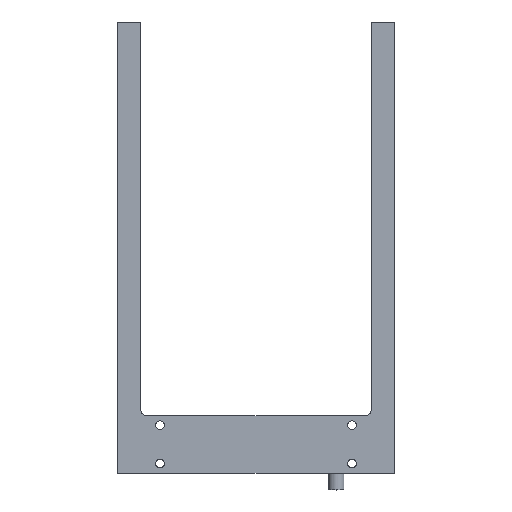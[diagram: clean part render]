
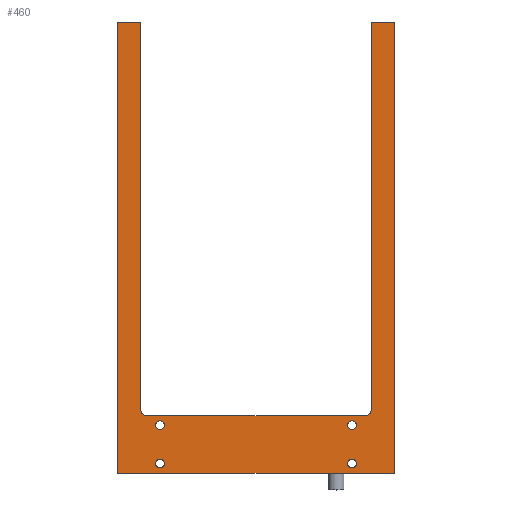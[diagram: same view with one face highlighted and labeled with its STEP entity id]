
A CAD part, top view. The second image highlights one B-rep face of the part: STEP entity #460.
In plain terms, the highlighted planar face has unit normal (0, 0, 1).
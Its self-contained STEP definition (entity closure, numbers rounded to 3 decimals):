
#174=EDGE_CURVE('',#194,#428,#483,.T.);
#178=VERTEX_POINT('',#488);
#182=EDGE_CURVE('',#200,#318,#493,.T.);
#194=VERTEX_POINT('',#508);
#198=VERTEX_POINT('',#512);
#200=VERTEX_POINT('',#514);
#210=EDGE_CURVE('',#527,#214,#528,.T.);
#214=VERTEX_POINT('',#533);
#230=EDGE_CURVE('',#428,#200,#553,.T.);
#234=VERTEX_POINT('',#557);
#256=VERTEX_POINT('',#581);
#264=EDGE_CURVE('',#590,#390,#591,.T.);
#272=VERTEX_POINT('',#601);
#284=EDGE_CURVE('',#214,#527,#616,.T.);
#298=EDGE_CURVE('',#310,#256,#634,.T.);
#310=VERTEX_POINT('',#651);
#314=EDGE_CURVE('',#256,#656,#657,.T.);
#318=VERTEX_POINT('',#661);
#328=EDGE_CURVE('',#272,#671,#672,.T.);
#330=EDGE_CURVE('',#198,#178,#674,.T.);
#336=EDGE_CURVE('',#681,#310,#682,.T.);
#346=EDGE_CURVE('',#318,#681,#695,.T.);
#348=VERTEX_POINT('',#697);
#362=EDGE_CURVE('',#390,#590,#713,.T.);
#370=EDGE_CURVE('',#671,#272,#722,.T.);
#380=EDGE_CURVE('',#178,#194,#734,.T.);
#382=VERTEX_POINT('',#736);
#386=EDGE_CURVE('',#234,#741,#742,.T.);
#390=VERTEX_POINT('',#747);
#394=EDGE_CURVE('',#741,#234,#752,.T.);
#404=EDGE_CURVE('',#382,#198,#766,.T.);
#428=VERTEX_POINT('',#797);
#430=EDGE_CURVE('',#348,#382,#799,.T.);
#450=EDGE_CURVE('',#656,#348,#825,.T.);
#460=ADVANCED_FACE('',(#835,#836,#837,#838,#839),#840,.T.);
#483=LINE('',#855,#856);
#488=CARTESIAN_POINT('',(30.18,4.845,11.889));
#493=LINE('',#868,#869);
#508=CARTESIAN_POINT('',(-113.82,4.845,11.889));
#512=CARTESIAN_POINT('',(30.18,239.845,11.889));
#514=CARTESIAN_POINT('',(-101.82,239.845,11.889));
#527=VERTEX_POINT('',#911);
#528=CIRCLE('',#912,2.25);
#533=CARTESIAN_POINT('',(5.93,9.845,11.889));
#553=LINE('',#945,#946);
#557=CARTESIAN_POINT('',(-94.07,29.845,11.889));
#581=CARTESIAN_POINT('',(15.18,34.845,11.889));
#590=VERTEX_POINT('',#995);
#591=CIRCLE('',#996,2.25);
#601=CARTESIAN_POINT('',(-94.07,9.845,11.889));
#616=CIRCLE('',#1024,2.25);
#634=LINE('',#1044,#1045);
#651=CARTESIAN_POINT('',(-98.82,34.845,11.889));
#656=VERTEX_POINT('',#1070);
#657=CIRCLE('',#1071,3.0);
#661=CARTESIAN_POINT('',(-101.82,37.845,11.889));
#671=VERTEX_POINT('',#1090);
#672=CIRCLE('',#1091,2.25);
#674=LINE('',#1094,#1095);
#681=VERTEX_POINT('',#1105);
#682=CIRCLE('',#1106,3.0);
#695=CIRCLE('',#1123,3.0);
#697=CARTESIAN_POINT('',(18.18,37.845,11.889));
#713=CIRCLE('',#1146,2.25);
#722=CIRCLE('',#1160,2.25);
#734=LINE('',#1174,#1175);
#736=CARTESIAN_POINT('',(18.18,239.845,11.889));
#741=VERTEX_POINT('',#1183);
#742=CIRCLE('',#1184,2.25);
#747=CARTESIAN_POINT('',(5.93,29.845,11.889));
#752=CIRCLE('',#1195,2.25);
#766=LINE('',#1212,#1213);
#797=CARTESIAN_POINT('',(-113.82,239.845,11.889));
#799=LINE('',#1251,#1252);
#825=CIRCLE('',#1284,3.0);
#835=FACE_OUTER_BOUND('',#1300,.T.);
#836=FACE_BOUND('',#1301,.T.);
#837=FACE_BOUND('',#1302,.T.);
#838=FACE_BOUND('',#1303,.T.);
#839=FACE_BOUND('',#1304,.T.);
#840=PLANE('',#1305);
#855=CARTESIAN_POINT('',(-113.82,4.845,11.889));
#856=VECTOR('',#1310,1.0);
#868=CARTESIAN_POINT('',(-101.82,239.845,11.889));
#869=VECTOR('',#1322,1.0);
#911=CARTESIAN_POINT('',(10.43,9.845,11.889));
#912=AXIS2_PLACEMENT_3D('',#1358,#1359,#1360);
#945=CARTESIAN_POINT('',(-113.82,239.845,11.889));
#946=VECTOR('',#1388,1.0);
#995=CARTESIAN_POINT('',(10.43,29.845,11.889));
#996=AXIS2_PLACEMENT_3D('',#1410,#1411,#1412);
#1024=AXIS2_PLACEMENT_3D('',#1459,#1460,#1461);
#1044=CARTESIAN_POINT('',(-98.82,34.845,11.889));
#1045=VECTOR('',#1493,1.0);
#1070=CARTESIAN_POINT('',(17.301,35.723,11.889));
#1071=AXIS2_PLACEMENT_3D('',#1520,#1521,#1522);
#1090=CARTESIAN_POINT('',(-89.57,9.845,11.889));
#1091=AXIS2_PLACEMENT_3D('',#1530,#1531,#1532);
#1094=CARTESIAN_POINT('',(30.18,239.845,11.889));
#1095=VECTOR('',#1533,1.0);
#1105=CARTESIAN_POINT('',(-100.942,35.723,11.889));
#1106=AXIS2_PLACEMENT_3D('',#1543,#1544,#1545);
#1123=AXIS2_PLACEMENT_3D('',#1566,#1567,#1568);
#1146=AXIS2_PLACEMENT_3D('',#1584,#1585,#1586);
#1160=AXIS2_PLACEMENT_3D('',#1594,#1595,#1596);
#1174=CARTESIAN_POINT('',(30.18,4.845,11.889));
#1175=VECTOR('',#1616,1.0);
#1183=CARTESIAN_POINT('',(-89.57,29.845,11.889));
#1184=AXIS2_PLACEMENT_3D('',#1625,#1626,#1627);
#1195=AXIS2_PLACEMENT_3D('',#1644,#1645,#1646);
#1212=CARTESIAN_POINT('',(18.18,239.845,11.889));
#1213=VECTOR('',#1672,1.0);
#1251=CARTESIAN_POINT('',(18.18,37.845,11.889));
#1252=VECTOR('',#1723,1.0);
#1284=AXIS2_PLACEMENT_3D('',#1759,#1760,#1761);
#1300=EDGE_LOOP('',(#1771,#1772,#1773,#1774,#1775,#1776,#1777,#1778,#1779,#1780,#1781,#1782));
#1301=EDGE_LOOP('',(#1783,#1784));
#1302=EDGE_LOOP('',(#1785,#1786));
#1303=EDGE_LOOP('',(#1787,#1788));
#1304=EDGE_LOOP('',(#1789,#1790));
#1305=AXIS2_PLACEMENT_3D('',#1791,#1792,#1793);
#1310=DIRECTION('',(0.,1.0,0.0));
#1322=DIRECTION('',(0.0,-1.0,0.0));
#1358=CARTESIAN_POINT('',(8.18,9.845,11.889));
#1359=DIRECTION('',(0.0,0.0,-1.0));
#1360=DIRECTION('',(1.0,0.0,0.0));
#1388=DIRECTION('',(1.0,0.0,0.0));
#1410=CARTESIAN_POINT('',(8.18,29.845,11.889));
#1411=DIRECTION('',(0.0,0.0,-1.0));
#1412=DIRECTION('',(1.0,0.0,0.0));
#1459=CARTESIAN_POINT('',(8.18,9.845,11.889));
#1460=DIRECTION('',(0.0,0.0,-1.0));
#1461=DIRECTION('',(1.0,0.0,0.0));
#1493=DIRECTION('',(1.0,0.0,0.0));
#1520=CARTESIAN_POINT('',(15.18,37.845,11.889));
#1521=DIRECTION('',(0.0,0.0,1.0));
#1522=DIRECTION('',(0.707,-0.707,0.0));
#1530=CARTESIAN_POINT('',(-91.82,9.845,11.889));
#1531=DIRECTION('',(0.0,0.0,-1.0));
#1532=DIRECTION('',(1.0,0.0,0.0));
#1533=DIRECTION('',(0.,-1.0,0.0));
#1543=CARTESIAN_POINT('',(-98.82,37.845,11.889));
#1544=DIRECTION('',(0.0,0.0,1.0));
#1545=DIRECTION('',(-0.707,-0.707,0.0));
#1566=CARTESIAN_POINT('',(-98.82,37.845,11.889));
#1567=DIRECTION('',(0.0,0.0,1.0));
#1568=DIRECTION('',(-0.707,-0.707,0.0));
#1584=CARTESIAN_POINT('',(8.18,29.845,11.889));
#1585=DIRECTION('',(0.0,0.0,-1.0));
#1586=DIRECTION('',(1.0,0.0,0.0));
#1594=CARTESIAN_POINT('',(-91.82,9.845,11.889));
#1595=DIRECTION('',(0.0,0.0,-1.0));
#1596=DIRECTION('',(1.0,0.0,0.0));
#1616=DIRECTION('',(-1.0,0.,0.0));
#1625=CARTESIAN_POINT('',(-91.82,29.845,11.889));
#1626=DIRECTION('',(0.0,0.0,-1.0));
#1627=DIRECTION('',(1.0,0.0,0.0));
#1644=CARTESIAN_POINT('',(-91.82,29.845,11.889));
#1645=DIRECTION('',(0.0,0.0,-1.0));
#1646=DIRECTION('',(1.0,0.0,0.0));
#1672=DIRECTION('',(1.0,0.0,0.0));
#1723=DIRECTION('',(0.0,1.0,0.0));
#1759=CARTESIAN_POINT('',(15.18,37.845,11.889));
#1760=DIRECTION('',(0.0,0.0,1.0));
#1761=DIRECTION('',(0.707,-0.707,0.0));
#1771=ORIENTED_EDGE('',*,*,#174,.F.);
#1772=ORIENTED_EDGE('',*,*,#380,.F.);
#1773=ORIENTED_EDGE('',*,*,#330,.F.);
#1774=ORIENTED_EDGE('',*,*,#404,.F.);
#1775=ORIENTED_EDGE('',*,*,#430,.F.);
#1776=ORIENTED_EDGE('',*,*,#450,.F.);
#1777=ORIENTED_EDGE('',*,*,#314,.F.);
#1778=ORIENTED_EDGE('',*,*,#298,.F.);
#1779=ORIENTED_EDGE('',*,*,#336,.F.);
#1780=ORIENTED_EDGE('',*,*,#346,.F.);
#1781=ORIENTED_EDGE('',*,*,#182,.F.);
#1782=ORIENTED_EDGE('',*,*,#230,.F.);
#1783=ORIENTED_EDGE('',*,*,#284,.T.);
#1784=ORIENTED_EDGE('',*,*,#210,.T.);
#1785=ORIENTED_EDGE('',*,*,#362,.T.);
#1786=ORIENTED_EDGE('',*,*,#264,.T.);
#1787=ORIENTED_EDGE('',*,*,#328,.T.);
#1788=ORIENTED_EDGE('',*,*,#370,.T.);
#1789=ORIENTED_EDGE('',*,*,#386,.T.);
#1790=ORIENTED_EDGE('',*,*,#394,.T.);
#1791=CARTESIAN_POINT('',(-41.82,106.708,11.889));
#1792=DIRECTION('',(0.0,0.0,1.0));
#1793=DIRECTION('',(1.0,-0.0,0.0));
